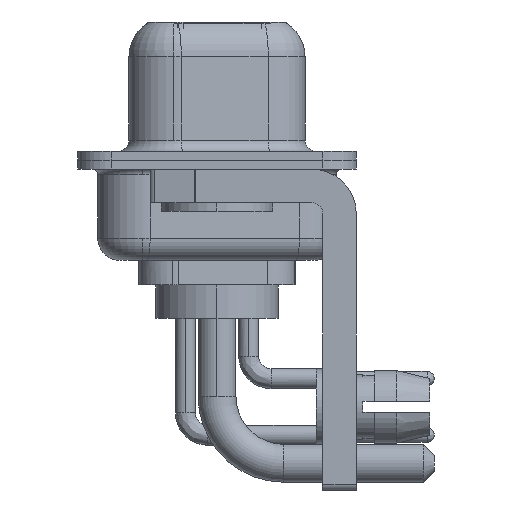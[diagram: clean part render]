
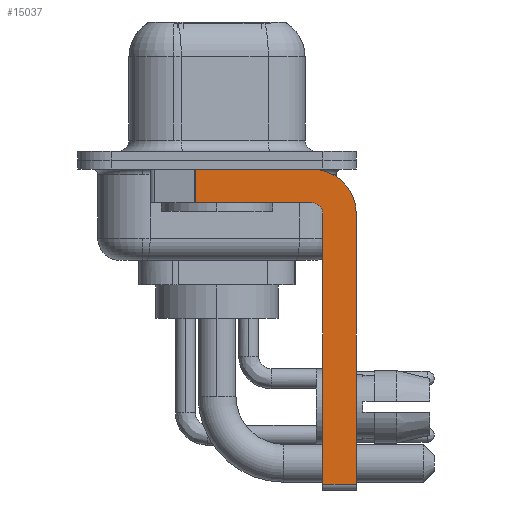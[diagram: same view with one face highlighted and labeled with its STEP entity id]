
A CAD part, left-side view. The second image highlights one B-rep face of the part: STEP entity #15037.
In plain terms, the highlighted planar face has unit normal (-1, 0, 0).
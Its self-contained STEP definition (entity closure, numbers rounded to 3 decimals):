
#252 = CARTESIAN_POINT ( 'NONE',  ( -2.9, -4.75, -14.55 ) ) ;
#270 = AXIS2_PLACEMENT_3D ( 'NONE', #12754, #14728, #11037 ) ;
#477 = VERTEX_POINT ( 'NONE', #15348 ) ;
#779 = VECTOR ( 'NONE', #18694, 1000. ) ;
#913 = VERTEX_POINT ( 'NONE', #15294 ) ;
#2282 = DIRECTION ( 'NONE',  ( 0., 0., -1. ) ) ;
#2317 = VECTOR ( 'NONE', #6246, 1000. ) ;
#2460 = VECTOR ( 'NONE', #14324, 1000. ) ;
#2641 = VERTEX_POINT ( 'NONE', #8912 ) ;
#3092 = CARTESIAN_POINT ( 'NONE',  ( -2.9, -4.25, -14.55 ) ) ;
#3145 = ORIENTED_EDGE ( 'NONE', *, *, #4917, .F. ) ;
#3504 = VERTEX_POINT ( 'NONE', #13630 ) ;
#3659 = EDGE_CURVE ( 'NONE', #23172, #3504, #10093, .T. ) ;
#3731 = FACE_OUTER_BOUND ( 'NONE', #24130, .T. ) ;
#4099 = ORIENTED_EDGE ( 'NONE', *, *, #21343, .F. ) ;
#4917 = EDGE_CURVE ( 'NONE', #6469, #477, #21560, .T. ) ;
#5217 = DIRECTION ( 'NONE',  ( 0., 1., 0. ) ) ;
#5661 = VECTOR ( 'NONE', #5217, 1000. ) ;
#6185 = ORIENTED_EDGE ( 'NONE', *, *, #13225, .T. ) ;
#6246 = DIRECTION ( 'NONE',  ( 0., 0., 1. ) ) ;
#6469 = VERTEX_POINT ( 'NONE', #19811 ) ;
#6961 = LINE ( 'NONE', #3092, #2460 ) ;
#7134 = ORIENTED_EDGE ( 'NONE', *, *, #3659, .F. ) ;
#7342 = PLANE ( 'NONE',  #8787 ) ;
#8494 = EDGE_CURVE ( 'NONE', #3504, #913, #13652, .T. ) ;
#8787 = AXIS2_PLACEMENT_3D ( 'NONE', #15070, #14956, #22590 ) ;
#8912 = CARTESIAN_POINT ( 'NONE',  ( -2.9, 0.978, -0.4 ) ) ;
#10064 = DIRECTION ( 'NONE',  ( 0., -1., 0. ) ) ;
#10093 = CIRCLE ( 'NONE', #22292, 2. ) ;
#10192 = CARTESIAN_POINT ( 'NONE',  ( -2.9, -6.25, -2.4 ) ) ;
#11037 = DIRECTION ( 'NONE',  ( 0., 0., 1. ) ) ;
#11574 = EDGE_CURVE ( 'NONE', #20372, #6469, #15354, .T. ) ;
#11660 = CARTESIAN_POINT ( 'NONE',  ( -2.9, -4.75, -14.8 ) ) ;
#11860 = VERTEX_POINT ( 'NONE', #20781 ) ;
#12249 = CARTESIAN_POINT ( 'NONE',  ( -2.9, -4.25, -2.4 ) ) ;
#12754 = CARTESIAN_POINT ( 'NONE',  ( -2.9, -4.25, -2.4 ) ) ;
#13225 = EDGE_CURVE ( 'NONE', #2641, #11860, #15092, .T. ) ;
#13630 = CARTESIAN_POINT ( 'NONE',  ( -2.9, -6.25, -2.4 ) ) ;
#13652 = LINE ( 'NONE', #10192, #21081 ) ;
#13995 = CARTESIAN_POINT ( 'NONE',  ( -2.9, 3., -0.4 ) ) ;
#14324 = DIRECTION ( 'NONE',  ( 0., -1., 0. ) ) ;
#14728 = DIRECTION ( 'NONE',  ( -1., 0., 0. ) ) ;
#14956 = DIRECTION ( 'NONE',  ( 1., 0., 0. ) ) ;
#15037 = ADVANCED_FACE ( 'NONE', ( #3731 ), #7342, .F. ) ;
#15070 = CARTESIAN_POINT ( 'NONE',  ( -2.9, -4.25, -2.4 ) ) ;
#15092 = LINE ( 'NONE', #22380, #779 ) ;
#15114 = ORIENTED_EDGE ( 'NONE', *, *, #22082, .F. ) ;
#15294 = CARTESIAN_POINT ( 'NONE',  ( -2.9, -6.25, -14.55 ) ) ;
#15348 = CARTESIAN_POINT ( 'NONE',  ( -2.9, -4.25, -1.9 ) ) ;
#15354 = LINE ( 'NONE', #11660, #2317 ) ;
#16463 = DIRECTION ( 'NONE',  ( 1., 0., 0. ) ) ;
#16779 = ORIENTED_EDGE ( 'NONE', *, *, #11574, .F. ) ;
#16952 = ORIENTED_EDGE ( 'NONE', *, *, #22218, .T. ) ;
#17945 = LINE ( 'NONE', #13995, #20560 ) ;
#18694 = DIRECTION ( 'NONE',  ( 0., 0., -1. ) ) ;
#19537 = ORIENTED_EDGE ( 'NONE', *, *, #8494, .F. ) ;
#19587 = CARTESIAN_POINT ( 'NONE',  ( -2.9, -4.25, -0.4 ) ) ;
#19811 = CARTESIAN_POINT ( 'NONE',  ( -2.9, -4.75, -2.4 ) ) ;
#20372 = VERTEX_POINT ( 'NONE', #252 ) ;
#20560 = VECTOR ( 'NONE', #10064, 1000. ) ;
#20781 = CARTESIAN_POINT ( 'NONE',  ( -2.9, 0.978, -1.9 ) ) ;
#21081 = VECTOR ( 'NONE', #2282, 1000. ) ;
#21343 = EDGE_CURVE ( 'NONE', #2641, #23172, #17945, .T. ) ;
#21560 = CIRCLE ( 'NONE', #270, 0.5 ) ;
#21844 = LINE ( 'NONE', #23958, #5661 ) ;
#22082 = EDGE_CURVE ( 'NONE', #477, #11860, #21844, .T. ) ;
#22117 = DIRECTION ( 'NONE',  ( 0., 0., -1. ) ) ;
#22218 = EDGE_CURVE ( 'NONE', #20372, #913, #6961, .T. ) ;
#22292 = AXIS2_PLACEMENT_3D ( 'NONE', #12249, #16463, #22117 ) ;
#22380 = CARTESIAN_POINT ( 'NONE',  ( -2.9, 0.978, -1.9 ) ) ;
#22590 = DIRECTION ( 'NONE',  ( 0., 0., -1. ) ) ;
#23172 = VERTEX_POINT ( 'NONE', #19587 ) ;
#23958 = CARTESIAN_POINT ( 'NONE',  ( -2.9, -4.25, -1.9 ) ) ;
#24130 = EDGE_LOOP ( 'NONE', ( #4099, #6185, #15114, #3145, #16779, #16952, #19537, #7134 ) ) ;
